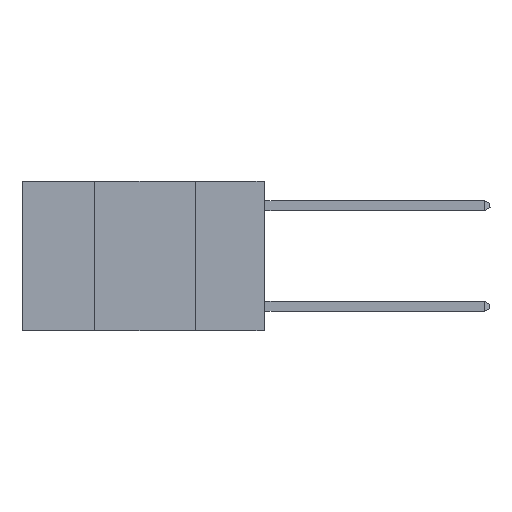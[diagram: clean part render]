
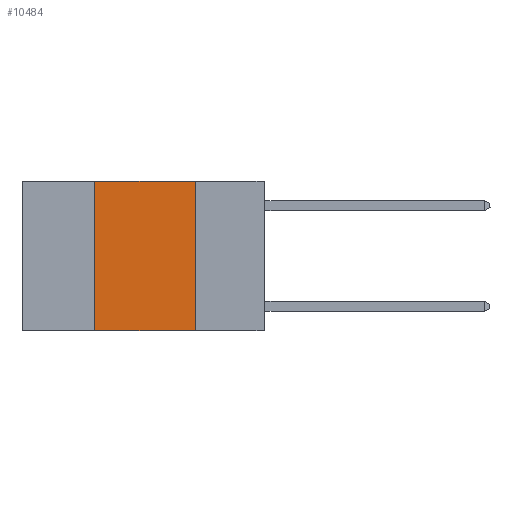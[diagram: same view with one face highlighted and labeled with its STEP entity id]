
A CAD part, left-side view. The second image highlights one B-rep face of the part: STEP entity #10484.
In plain terms, the highlighted planar face has unit normal (-1, 0, 0).
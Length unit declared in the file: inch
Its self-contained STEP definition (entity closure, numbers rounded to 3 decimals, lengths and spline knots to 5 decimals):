
#43 = DIRECTION ( 'NONE',  ( 1., 0., 0. ) ) ;
#229 = EDGE_CURVE ( 'NONE', #2838, #10823, #4931, .T. ) ;
#422 = EDGE_LOOP ( 'NONE', ( #6100, #3564, #5880, #6305 ) ) ;
#1186 = VECTOR ( 'NONE', #2049, 39.37008 ) ;
#1258 = CARTESIAN_POINT ( 'NONE',  ( 0., 0.6, -0.37 ) ) ;
#1829 = VECTOR ( 'NONE', #8616, 39.37008 ) ;
#1935 = CARTESIAN_POINT ( 'NONE',  ( 0., 0.17, 0. ) ) ;
#2049 = DIRECTION ( 'NONE',  ( 0., 0., -1. ) ) ;
#2807 = VERTEX_POINT ( 'NONE', #10414 ) ;
#2838 = VERTEX_POINT ( 'NONE', #3962 ) ;
#2887 = FACE_OUTER_BOUND ( 'NONE', #422, .T. ) ;
#3564 = ORIENTED_EDGE ( 'NONE', *, *, #11603, .F. ) ;
#3721 = LINE ( 'NONE', #5448, #7806 ) ;
#3957 = DIRECTION ( 'NONE',  ( 0., 0., 1. ) ) ;
#3962 = CARTESIAN_POINT ( 'NONE',  ( 0., 0.42, -0.37 ) ) ;
#4044 = VERTEX_POINT ( 'NONE', #9662 ) ;
#4073 = AXIS2_PLACEMENT_3D ( 'NONE', #8339, #43, #10351 ) ;
#4891 = CARTESIAN_POINT ( 'NONE',  ( 0., 0.42, 0. ) ) ;
#4931 = LINE ( 'NONE', #1258, #1829 ) ;
#5448 = CARTESIAN_POINT ( 'NONE',  ( 0., 0.6, 0. ) ) ;
#5661 = CARTESIAN_POINT ( 'NONE',  ( 0., 0.17, -0.37 ) ) ;
#5880 = ORIENTED_EDGE ( 'NONE', *, *, #11777, .F. ) ;
#6100 = ORIENTED_EDGE ( 'NONE', *, *, #11293, .F. ) ;
#6305 = ORIENTED_EDGE ( 'NONE', *, *, #229, .T. ) ;
#6638 = PLANE ( 'NONE',  #4073 ) ;
#7197 = DIRECTION ( 'NONE',  ( 0., -1., 0. ) ) ;
#7458 = LINE ( 'NONE', #1935, #1186 ) ;
#7806 = VECTOR ( 'NONE', #7197, 39.37008 ) ;
#8339 = CARTESIAN_POINT ( 'NONE',  ( 0., 0.6, 0. ) ) ;
#8616 = DIRECTION ( 'NONE',  ( 0., -1., 0. ) ) ;
#9662 = CARTESIAN_POINT ( 'NONE',  ( 0., 0.17, 0. ) ) ;
#10351 = DIRECTION ( 'NONE',  ( 0., 0., -1. ) ) ;
#10414 = CARTESIAN_POINT ( 'NONE',  ( 0., 0.42, 0. ) ) ;
#10464 = LINE ( 'NONE', #4891, #11116 ) ;
#10484 = ADVANCED_FACE ( 'NONE', ( #2887 ), #6638, .F. ) ;
#10823 = VERTEX_POINT ( 'NONE', #5661 ) ;
#11116 = VECTOR ( 'NONE', #3957, 39.37008 ) ;
#11293 = EDGE_CURVE ( 'NONE', #4044, #10823, #7458, .T. ) ;
#11603 = EDGE_CURVE ( 'NONE', #2807, #4044, #3721, .T. ) ;
#11777 = EDGE_CURVE ( 'NONE', #2838, #2807, #10464, .T. ) ;
